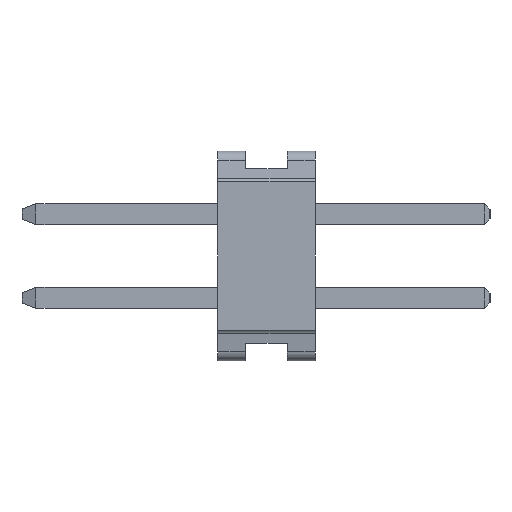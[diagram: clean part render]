
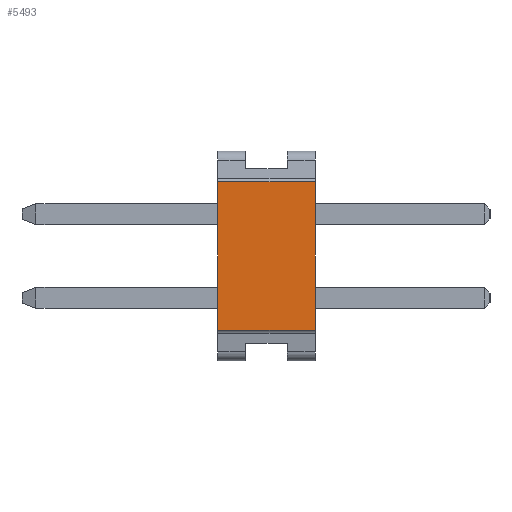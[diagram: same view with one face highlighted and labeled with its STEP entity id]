
A CAD part, left-side view. The second image highlights one B-rep face of the part: STEP entity #5493.
In plain terms, the highlighted planar face has unit normal (-1, 0, 0).
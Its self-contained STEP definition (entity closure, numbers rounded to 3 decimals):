
#824=CARTESIAN_POINT('',(-0.398,-0.7,1.06));
#825=VERTEX_POINT('',#824);
#838=CARTESIAN_POINT('',(-0.397,-0.7,-1.06));
#839=VERTEX_POINT('',#838);
#840=CARTESIAN_POINT('',(-0.4,-0.7,1.06));
#841=CARTESIAN_POINT('',(-0.4,-0.7,0.636));
#842=CARTESIAN_POINT('',(-0.4,-0.7,0.212));
#843=CARTESIAN_POINT('',(-0.4,-0.7,-0.212));
#844=CARTESIAN_POINT('',(-0.4,-0.7,-0.636));
#845=CARTESIAN_POINT('',(-0.4,-0.7,-1.06));
#846=B_SPLINE_CURVE_WITH_KNOTS('',5,(#840,#841,#842,#843,#844,#845),.UNSPECIFIED.,.F.,.U.,(6,6),(0.,2.12),.UNSPECIFIED.);
#847=EDGE_CURVE('',#825,#839,#846,.T.);
#5438=CARTESIAN_POINT('',(-0.399,0.7,1.06));
#5439=VERTEX_POINT('',#5438);
#5452=CARTESIAN_POINT('',(-0.396,0.7,1.06));
#5453=CARTESIAN_POINT('',(-0.396,0.42,1.06));
#5454=CARTESIAN_POINT('',(-0.396,0.14,1.06));
#5455=CARTESIAN_POINT('',(-0.396,-0.14,1.06));
#5456=CARTESIAN_POINT('',(-0.396,-0.42,1.06));
#5457=CARTESIAN_POINT('',(-0.396,-0.7,1.06));
#5458=B_SPLINE_CURVE_WITH_KNOTS('',5,(#5452,#5453,#5454,#5455,#5456,#5457),.UNSPECIFIED.,.F.,.U.,(6,6),(0.,1.4),.UNSPECIFIED.);
#5459=EDGE_CURVE('',#5439,#825,#5458,.T.);
#5464=CARTESIAN_POINT('',(-0.4,0.,0.));
#5465=DIRECTION('',(0.,0.,1.));
#5466=DIRECTION('',(-1.,0.,0.));
#5467=AXIS2_PLACEMENT_3D('',#5464,#5466,#5465);
#5468=PLANE('',#5467);
#5469=ORIENTED_EDGE('',*,*,#847,.F.);
#5470=ORIENTED_EDGE('',*,*,#5459,.F.);
#5471=CARTESIAN_POINT('',(-0.397,0.7,-1.06));
#5472=VERTEX_POINT('',#5471);
#5473=CARTESIAN_POINT('',(-0.4,0.7,1.06));
#5474=CARTESIAN_POINT('',(-0.4,0.7,0.636));
#5475=CARTESIAN_POINT('',(-0.4,0.7,0.212));
#5476=CARTESIAN_POINT('',(-0.4,0.7,-0.212));
#5477=CARTESIAN_POINT('',(-0.4,0.7,-0.636));
#5478=CARTESIAN_POINT('',(-0.4,0.7,-1.06));
#5479=B_SPLINE_CURVE_WITH_KNOTS('',5,(#5473,#5474,#5475,#5476,#5477,#5478),.UNSPECIFIED.,.F.,.U.,(6,6),(0.,2.12),.UNSPECIFIED.);
#5480=EDGE_CURVE('',#5439,#5472,#5479,.T.);
#5481=ORIENTED_EDGE('',*,*,#5480,.T.);
#5482=CARTESIAN_POINT('',(-0.4,0.7,-1.06));
#5483=CARTESIAN_POINT('',(-0.4,0.42,-1.06));
#5484=CARTESIAN_POINT('',(-0.4,0.14,-1.06));
#5485=CARTESIAN_POINT('',(-0.4,-0.14,-1.06));
#5486=CARTESIAN_POINT('',(-0.4,-0.42,-1.06));
#5487=CARTESIAN_POINT('',(-0.4,-0.7,-1.06));
#5488=B_SPLINE_CURVE_WITH_KNOTS('',5,(#5482,#5483,#5484,#5485,#5486,#5487),.UNSPECIFIED.,.F.,.U.,(6,6),(0.,1.4),.UNSPECIFIED.);
#5489=EDGE_CURVE('',#5472,#839,#5488,.T.);
#5490=ORIENTED_EDGE('',*,*,#5489,.T.);
#5491=EDGE_LOOP('',(#5469,#5470,#5481,#5490));
#5492=FACE_OUTER_BOUND('',#5491,.T.);
#5493=ADVANCED_FACE('',(#5492),#5468,.T.);
